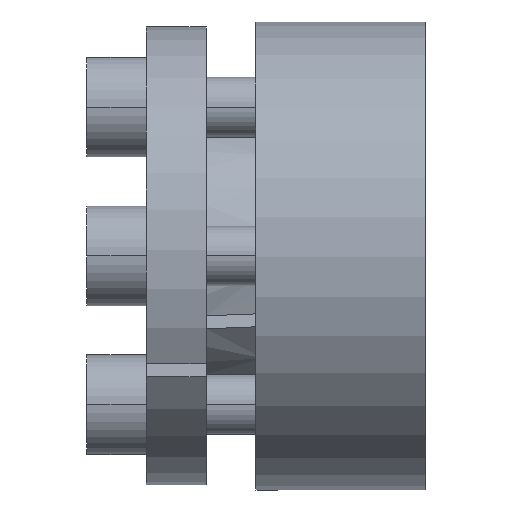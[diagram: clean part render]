
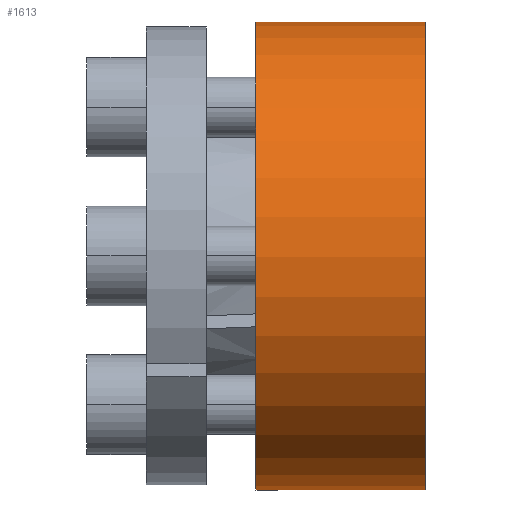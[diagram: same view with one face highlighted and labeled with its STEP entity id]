
A CAD part, front view. The second image highlights one B-rep face of the part: STEP entity #1613.
In plain terms, the highlighted cylindrical face has radius 23.5 mm (diameter 47 mm), a partial arc.
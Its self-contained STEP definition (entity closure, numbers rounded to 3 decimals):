
#1234=CARTESIAN_POINT('',(0.,0.,0.));
#1235=DIRECTION('',(-1.,0.,0.));
#1236=DIRECTION('',(0.,-0.882,-0.472));
#1237=AXIS2_PLACEMENT_3D('',#1234,#1235,#1236);
#1239=CARTESIAN_POINT('',(17.,0.,0.));
#1240=DIRECTION('',(1.,0.,0.));
#1241=DIRECTION('',(0.,-0.85,-0.527));
#1242=AXIS2_PLACEMENT_3D('',#1239,#1240,#1241);
#1244=DIRECTION('',(1.,0.,0.));
#1245=VECTOR('',#1244,17.);
#1246=CARTESIAN_POINT('',(0.,-19.966,-12.394));
#1247=LINE('',#1246,#1245);
#1272=DIRECTION('',(1.,0.,0.));
#1273=VECTOR('',#1272,17.);
#1274=CARTESIAN_POINT('',(0.,-20.716,-11.094));
#1275=LINE('',#1274,#1273);
#1308=CARTESIAN_POINT('',(0.,-20.716,-11.094));
#1309=CARTESIAN_POINT('',(0.,-19.966,-12.394));
#1310=VERTEX_POINT('',#1308);
#1311=VERTEX_POINT('',#1309);
#1320=CARTESIAN_POINT('',(17.,-19.966,-12.394));
#1321=VERTEX_POINT('',#1320);
#1322=CARTESIAN_POINT('',(17.,-20.716,-11.094));
#1323=VERTEX_POINT('',#1322);
#1600=CARTESIAN_POINT('',(-0.85,0.,0.));
#1601=DIRECTION('',(1.,0.,0.));
#1602=DIRECTION('',(0.,1.,0.));
#1603=AXIS2_PLACEMENT_3D('',#1600,#1601,#1602);
#1604=CYLINDRICAL_SURFACE('',#1603,23.5);
#1605=ORIENTED_EDGE('',*,*,#1412,.T.);
#1607=ORIENTED_EDGE('',*,*,#1606,.T.);
#1608=ORIENTED_EDGE('',*,*,#1349,.T.);
#1610=ORIENTED_EDGE('',*,*,#1609,.F.);
#1611=EDGE_LOOP('',(#1605,#1607,#1608,#1610));
#1612=FACE_OUTER_BOUND('',#1611,.F.);
#1613=ADVANCED_FACE('',(#1612),#1604,.T.);
#1238=CIRCLE('',#1237,23.5);
#1243=CIRCLE('',#1242,23.5);
#1349=EDGE_CURVE('',#1321,#1323,#1243,.T.);
#1412=EDGE_CURVE('',#1310,#1311,#1238,.T.);
#1606=EDGE_CURVE('',#1311,#1321,#1247,.T.);
#1609=EDGE_CURVE('',#1310,#1323,#1275,.T.);
